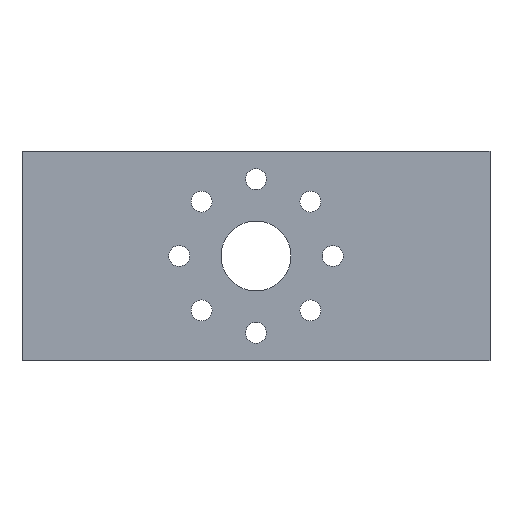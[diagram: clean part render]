
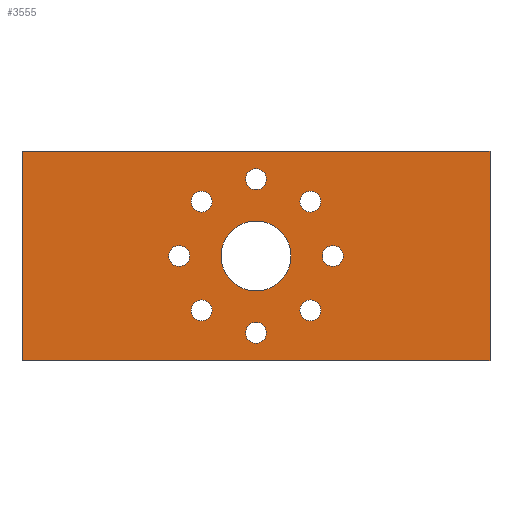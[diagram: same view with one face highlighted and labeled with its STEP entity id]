
A CAD part, front view. The second image highlights one B-rep face of the part: STEP entity #3555.
In plain terms, the highlighted planar face has unit normal (0, -1, 0).
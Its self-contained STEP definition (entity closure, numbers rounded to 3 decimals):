
#86=FACE_BOUND('',#619,.T.);
#87=FACE_BOUND('',#620,.T.);
#88=FACE_BOUND('',#621,.T.);
#89=FACE_BOUND('',#622,.T.);
#90=FACE_BOUND('',#623,.T.);
#91=FACE_BOUND('',#624,.T.);
#92=FACE_BOUND('',#625,.T.);
#93=FACE_BOUND('',#626,.T.);
#94=FACE_BOUND('',#627,.T.);
#183=PLANE('',#3956);
#365=FACE_OUTER_BOUND('',#618,.T.);
#618=EDGE_LOOP('',(#3268,#3269,#3270,#3271));
#619=EDGE_LOOP('',(#3272));
#620=EDGE_LOOP('',(#3273));
#621=EDGE_LOOP('',(#3274));
#622=EDGE_LOOP('',(#3275));
#623=EDGE_LOOP('',(#3276));
#624=EDGE_LOOP('',(#3277));
#625=EDGE_LOOP('',(#3278));
#626=EDGE_LOOP('',(#3279));
#627=EDGE_LOOP('',(#3280));
#634=LINE('',#5054,#936);
#647=LINE('',#5131,#949);
#697=LINE('',#5315,#999);
#759=LINE('',#5511,#1061);
#936=VECTOR('',#3985,10.);
#949=VECTOR('',#4064,10.);
#999=VECTOR('',#4228,10.);
#1061=VECTOR('',#4386,10.);
#1418=CIRCLE('',#3914,5.);
#1421=CIRCLE('',#3935,1.5);
#1422=CIRCLE('',#3937,1.5);
#1423=CIRCLE('',#3939,1.5);
#1424=CIRCLE('',#3941,1.5);
#1425=CIRCLE('',#3943,1.5);
#1426=CIRCLE('',#3945,1.5);
#1427=CIRCLE('',#3947,1.5);
#1428=CIRCLE('',#3949,1.5);
#1443=VERTEX_POINT('',#5051);
#1444=VERTEX_POINT('',#5053);
#1474=VERTEX_POINT('',#5128);
#1475=VERTEX_POINT('',#5130);
#1764=VERTEX_POINT('',#5987);
#1769=VERTEX_POINT('',#6023);
#1770=VERTEX_POINT('',#6026);
#1771=VERTEX_POINT('',#6029);
#1772=VERTEX_POINT('',#6032);
#1773=VERTEX_POINT('',#6035);
#1774=VERTEX_POINT('',#6038);
#1775=VERTEX_POINT('',#6041);
#1776=VERTEX_POINT('',#6044);
#1791=EDGE_CURVE('',#1443,#1444,#634,.T.);
#1829=EDGE_CURVE('',#1475,#1474,#647,.T.);
#1922=EDGE_CURVE('',#1444,#1474,#697,.T.);
#2021=EDGE_CURVE('',#1475,#1443,#759,.T.);
#2256=EDGE_CURVE('',#1764,#1764,#1418,.T.);
#2269=EDGE_CURVE('',#1769,#1769,#1421,.T.);
#2270=EDGE_CURVE('',#1770,#1770,#1422,.T.);
#2271=EDGE_CURVE('',#1771,#1771,#1423,.T.);
#2272=EDGE_CURVE('',#1772,#1772,#1424,.T.);
#2273=EDGE_CURVE('',#1773,#1773,#1425,.T.);
#2274=EDGE_CURVE('',#1774,#1774,#1426,.T.);
#2275=EDGE_CURVE('',#1775,#1775,#1427,.T.);
#2276=EDGE_CURVE('',#1776,#1776,#1428,.T.);
#3268=ORIENTED_EDGE('',*,*,#2021,.F.);
#3269=ORIENTED_EDGE('',*,*,#1829,.T.);
#3270=ORIENTED_EDGE('',*,*,#1922,.F.);
#3271=ORIENTED_EDGE('',*,*,#1791,.F.);
#3272=ORIENTED_EDGE('',*,*,#2256,.T.);
#3273=ORIENTED_EDGE('',*,*,#2269,.T.);
#3274=ORIENTED_EDGE('',*,*,#2270,.T.);
#3275=ORIENTED_EDGE('',*,*,#2271,.T.);
#3276=ORIENTED_EDGE('',*,*,#2272,.T.);
#3277=ORIENTED_EDGE('',*,*,#2273,.T.);
#3278=ORIENTED_EDGE('',*,*,#2274,.T.);
#3279=ORIENTED_EDGE('',*,*,#2275,.T.);
#3280=ORIENTED_EDGE('',*,*,#2276,.T.);
#3555=ADVANCED_FACE('',(#365,#86,#87,#88,#89,#90,#91,#92,#93,#94),#183,
 .T.);
#3914=AXIS2_PLACEMENT_3D('',#5988,#4927,#4928);
#3935=AXIS2_PLACEMENT_3D('',#6024,#4979,#4980);
#3937=AXIS2_PLACEMENT_3D('',#6027,#4983,#4984);
#3939=AXIS2_PLACEMENT_3D('',#6030,#4987,#4988);
#3941=AXIS2_PLACEMENT_3D('',#6033,#4991,#4992);
#3943=AXIS2_PLACEMENT_3D('',#6036,#4995,#4996);
#3945=AXIS2_PLACEMENT_3D('',#6039,#4999,#5000);
#3947=AXIS2_PLACEMENT_3D('',#6042,#5003,#5004);
#3949=AXIS2_PLACEMENT_3D('',#6045,#5007,#5008);
#3956=AXIS2_PLACEMENT_3D('',#6053,#5021,#5022);
#3985=DIRECTION('',(0.,0.,1.));
#4064=DIRECTION('',(0.,0.,1.));
#4228=DIRECTION('',(1.,0.,0.));
#4386=DIRECTION('',(-1.,0.,0.));
#4927=DIRECTION('center_axis',(0.,1.,0.));
#4928=DIRECTION('ref_axis',(-1.,0.,0.));
#4979=DIRECTION('center_axis',(0.,1.,0.));
#4980=DIRECTION('ref_axis',(-1.,0.,0.));
#4983=DIRECTION('center_axis',(0.,1.,0.));
#4984=DIRECTION('ref_axis',(-1.,0.,0.));
#4987=DIRECTION('center_axis',(0.,1.,0.));
#4988=DIRECTION('ref_axis',(-1.,0.,0.));
#4991=DIRECTION('center_axis',(0.,1.,0.));
#4992=DIRECTION('ref_axis',(-1.,0.,0.));
#4995=DIRECTION('center_axis',(0.,1.,0.));
#4996=DIRECTION('ref_axis',(-1.,0.,0.));
#4999=DIRECTION('center_axis',(0.,1.,0.));
#5000=DIRECTION('ref_axis',(-1.,0.,0.));
#5003=DIRECTION('center_axis',(0.,1.,0.));
#5004=DIRECTION('ref_axis',(-1.,0.,0.));
#5007=DIRECTION('center_axis',(0.,1.,0.));
#5008=DIRECTION('ref_axis',(-1.,0.,0.));
#5021=DIRECTION('center_axis',(0.,-1.,0.));
#5022=DIRECTION('ref_axis',(1.,0.,0.));
#5051=CARTESIAN_POINT('',(-10.,-5.,0.));
#5053=CARTESIAN_POINT('',(-10.,-5.,30.));
#5054=CARTESIAN_POINT('',(-10.,-5.,0.));
#5128=CARTESIAN_POINT('',(57.,-5.,30.));
#5130=CARTESIAN_POINT('',(57.,-5.,0.));
#5131=CARTESIAN_POINT('',(57.,-5.,0.));
#5315=CARTESIAN_POINT('',(57.,-5.,30.));
#5511=CARTESIAN_POINT('',(57.,-5.,0.));
#5987=CARTESIAN_POINT('',(28.5,-5.,15.));
#5988=CARTESIAN_POINT('Origin',(23.5,-5.,15.));
#6023=CARTESIAN_POINT('',(32.778,-5.,22.778));
#6024=CARTESIAN_POINT('Origin',(31.278,-5.,22.778));
#6026=CARTESIAN_POINT('',(17.222,-5.,22.778));
#6027=CARTESIAN_POINT('Origin',(15.722,-5.,22.778));
#6029=CARTESIAN_POINT('',(17.222,-5.,7.222));
#6030=CARTESIAN_POINT('Origin',(15.722,-5.,7.222));
#6032=CARTESIAN_POINT('',(14.,-5.,15.));
#6033=CARTESIAN_POINT('Origin',(12.5,-5.,15.));
#6035=CARTESIAN_POINT('',(25.,-5.,4.));
#6036=CARTESIAN_POINT('Origin',(23.5,-5.,4.));
#6038=CARTESIAN_POINT('',(25.,-5.,26.));
#6039=CARTESIAN_POINT('Origin',(23.5,-5.,26.));
#6041=CARTESIAN_POINT('',(36.,-5.,15.));
#6042=CARTESIAN_POINT('Origin',(34.5,-5.,15.));
#6044=CARTESIAN_POINT('',(32.778,-5.,7.222));
#6045=CARTESIAN_POINT('Origin',(31.278,-5.,7.222));
#6053=CARTESIAN_POINT('Origin',(-10.,-5.,0.));
